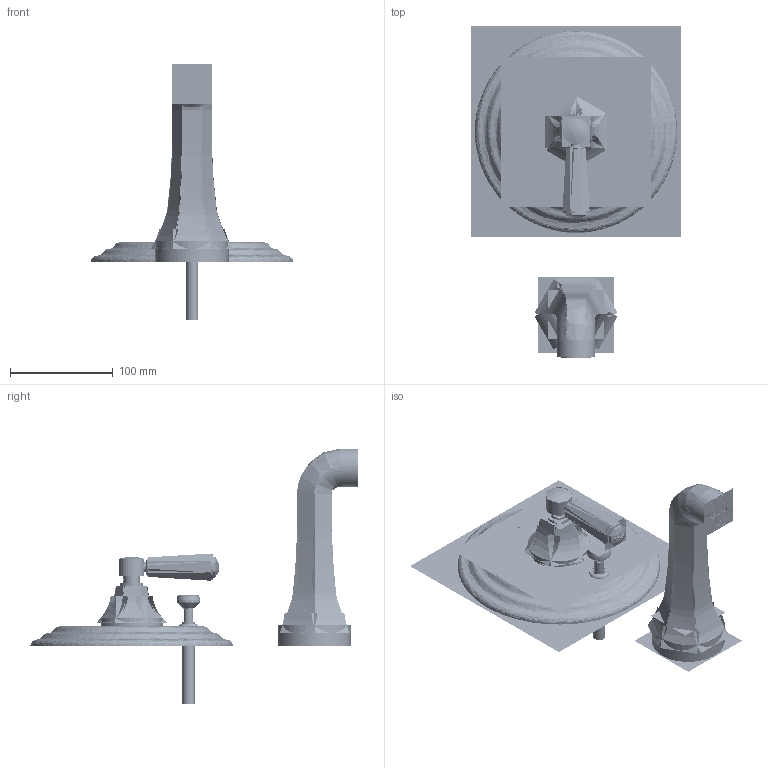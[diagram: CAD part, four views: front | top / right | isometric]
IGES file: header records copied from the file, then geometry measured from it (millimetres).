
Start section:  PTC IGES file: 4-1232bp_asm.igs
Global section: file name: 4-1232bp_asm.igs; native system: Creo Parametric by Parametric Technology Corporation; preprocessor: 2013150; author: rsmith; organization: Unknown; date: 20141020.150229; units: inch
Bounding box: 204.72 x 322.25 x 249.35 mm (x, y, z)
Surface area: 6217155.4 mm2 (no closed solid volume)
Topology: 0 solids, 0 shells, 3435 faces, 56281 edges, 73736 vertices
Faces by surface type: bspline 1784, revolution 1391, extrusion 260
